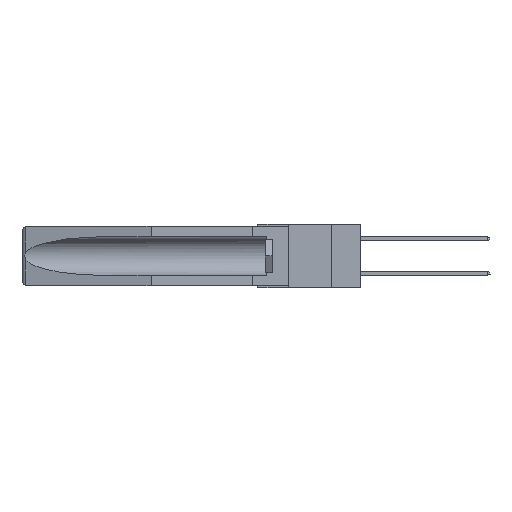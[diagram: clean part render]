
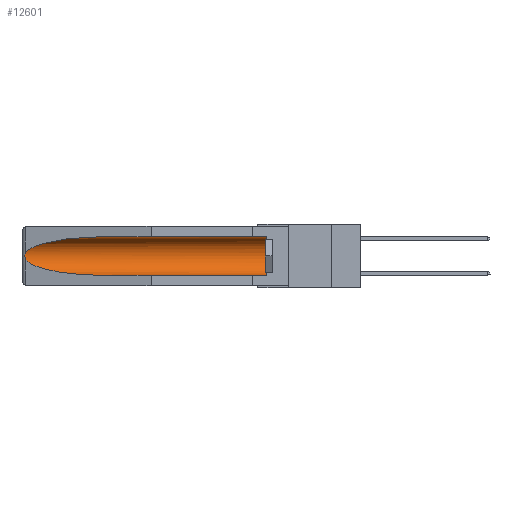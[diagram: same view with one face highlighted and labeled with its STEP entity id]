
A CAD part, left-side view. The second image highlights one B-rep face of the part: STEP entity #12601.
In plain terms, the highlighted cylindrical face has radius 2.857 mm (diameter 5.715 mm), a partial arc.
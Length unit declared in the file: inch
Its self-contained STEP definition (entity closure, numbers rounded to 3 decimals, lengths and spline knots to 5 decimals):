
#1041 = EDGE_CURVE ( 'NONE', #14021, #26741, #16909, .T. ) ;
#1257 = CARTESIAN_POINT ( 'NONE',  ( 0.21114, 1.30732, -0.284 ) ) ;
#1590 = CARTESIAN_POINT ( 'NONE',  ( 0.26537, 1.52718, -0.19328 ) ) ;
#3883 = CARTESIAN_POINT ( 'NONE',  ( 0.155, -0.30754, -0.1715 ) ) ;
#3918 = CARTESIAN_POINT ( 'NONE',  ( 0.155, -0.30754, -0.059 ) ) ;
#3938 = CARTESIAN_POINT ( 'NONE',  ( 0.2673, 1.5327, -0.16383 ) ) ;
#4201 = CARTESIAN_POINT ( 'NONE',  ( 0.26537, 1.52718, -0.14972 ) ) ;
#4501 = CARTESIAN_POINT ( 'NONE',  ( 0.21114, 1.30732, -0.059 ) ) ;
#5253 = DIRECTION ( 'NONE',  ( 0., -1., 0. ) ) ;
#5364 = EDGE_LOOP ( 'NONE', ( #11488, #27742, #12119, #9949, #24961, #29977 ) ) ;
#6090 = CARTESIAN_POINT ( 'NONE',  ( 0.26654, 1.53092, -0.15636 ) ) ;
#7164 = CARTESIAN_POINT ( 'NONE',  ( 0.26537, 1.52718, -0.14972 ) ) ;
#7412 = CARTESIAN_POINT ( 'NONE',  ( 0.155, 0.126, -0.1715 ) ) ;
#7966 = CARTESIAN_POINT ( 'NONE',  ( 0.155, 1.07973, -0.284 ) ) ;
#8878 = VERTEX_POINT ( 'NONE', #21996 ) ;
#9193 = FACE_OUTER_BOUND ( 'NONE', #5364, .T. ) ;
#9949 = ORIENTED_EDGE ( 'NONE', *, *, #18697, .F. ) ;
#10494 = CARTESIAN_POINT ( 'NONE',  ( 0.26537, 1.52718, -0.19328 ) ) ;
#11488 = ORIENTED_EDGE ( 'NONE', *, *, #24805, .T. ) ;
#12119 = ORIENTED_EDGE ( 'NONE', *, *, #20941, .T. ) ;
#12601 = ADVANCED_FACE ( 'NONE', ( #9193 ), #26922, .F. ) ;
#13286 = CARTESIAN_POINT ( 'NONE',  ( 0.26597, 1.52961, -0.15275 ) ) ;
#13806 = VERTEX_POINT ( 'NONE', #7966 ) ;
#14021 = VERTEX_POINT ( 'NONE', #7164 ) ;
#14777 = CIRCLE ( 'NONE', #27272, 0.1125 ) ;
#15516 = DIRECTION ( 'NONE',  ( 0., 1., 0. ) ) ;
#15562 = CARTESIAN_POINT ( 'NONE',  ( 0.155, 1.07973, -0.059 ) ) ;
#15632 = CARTESIAN_POINT ( 'NONE',  ( 0.26597, 1.5296, -0.19026 ) ) ;
#15734 = CARTESIAN_POINT ( 'NONE',  ( 0.26537, 1.52718, -0.14972 ) ) ;
#16295 = CARTESIAN_POINT ( 'NONE',  ( 0.155, 0.126, -0.059 ) ) ;
#16909 = B_SPLINE_CURVE_WITH_KNOTS ( 'NONE', 3,
 ( #15734, #13286, #6090, #3938, #27421, #29883, #17913, #29778, #15632, #1590 ),
 .UNSPECIFIED., .F., .F.,
 ( 4, 2, 2, 2, 4 ),
 ( 0., 0.00029, 0.00058, 0.00087, 0.00117 ),
 .UNSPECIFIED. ) ;
#17356 = LINE ( 'NONE', #3918, #21037 ) ;
#17768 = DIRECTION ( 'NONE',  ( 0., 1., 0. ) ) ;
#17913 = CARTESIAN_POINT ( 'NONE',  ( 0.2673, 1.53269, -0.17917 ) ) ;
#18697 = EDGE_CURVE ( 'NONE', #8878, #13806, #27657, .T. ) ;
#19176 =( BOUNDED_CURVE ( )  B_SPLINE_CURVE ( 3, ( #20866, #4501, #22838, #4201 ),
 .UNSPECIFIED., .F., .F. ) 
 B_SPLINE_CURVE_WITH_KNOTS ( ( 4, 4 ),
 ( 4.71239, 6.08839 ),
 .UNSPECIFIED. ) 
 CURVE ( )  GEOMETRIC_REPRESENTATION_ITEM ( )  RATIONAL_B_SPLINE_CURVE ( ( 1., 0.848, 0.848, 1. ) ) 
 REPRESENTATION_ITEM ( '' )  );
#19383 = AXIS2_PLACEMENT_3D ( 'NONE', #3883, #20356, #25085 ) ;
#19963 = CARTESIAN_POINT ( 'NONE',  ( 0.25451, 1.48313, -0.24835 ) ) ;
#20356 = DIRECTION ( 'NONE',  ( 0., 1., 0. ) ) ;
#20600 = VERTEX_POINT ( 'NONE', #15562 ) ;
#20866 = CARTESIAN_POINT ( 'NONE',  ( 0.155, 1.07973, -0.059 ) ) ;
#20941 = EDGE_CURVE ( 'NONE', #26741, #13806, #26582, .T. ) ;
#21037 = VECTOR ( 'NONE', #15516, 39.37008 ) ;
#21786 = VERTEX_POINT ( 'NONE', #16295 ) ;
#21996 = CARTESIAN_POINT ( 'NONE',  ( 0.155, 0.126, -0.284 ) ) ;
#22533 = CARTESIAN_POINT ( 'NONE',  ( 0.155, 1.07973, -0.284 ) ) ;
#22622 = CARTESIAN_POINT ( 'NONE',  ( 0.155, -0.30754, -0.284 ) ) ;
#22650 = EDGE_CURVE ( 'NONE', #8878, #21786, #14777, .T. ) ;
#22838 = CARTESIAN_POINT ( 'NONE',  ( 0.25451, 1.48313, -0.09465 ) ) ;
#22958 = EDGE_CURVE ( 'NONE', #21786, #20600, #17356, .T. ) ;
#23883 = DIRECTION ( 'NONE',  ( 0., 0., 1. ) ) ;
#24805 = EDGE_CURVE ( 'NONE', #20600, #14021, #19176, .T. ) ;
#24961 = ORIENTED_EDGE ( 'NONE', *, *, #22650, .T. ) ;
#25085 = DIRECTION ( 'NONE',  ( 0., 0., 1. ) ) ;
#25309 = CARTESIAN_POINT ( 'NONE',  ( 0.26537, 1.52718, -0.19328 ) ) ;
#26561 = VECTOR ( 'NONE', #17768, 39.37008 ) ;
#26582 =( BOUNDED_CURVE ( )  B_SPLINE_CURVE ( 3, ( #10494, #19963, #1257, #22533 ),
 .UNSPECIFIED., .F., .F. ) 
 B_SPLINE_CURVE_WITH_KNOTS ( ( 4, 4 ),
 ( 0.1948, 1.5708 ),
 .UNSPECIFIED. ) 
 CURVE ( )  GEOMETRIC_REPRESENTATION_ITEM ( )  RATIONAL_B_SPLINE_CURVE ( ( 1., 0.848, 0.848, 1. ) ) 
 REPRESENTATION_ITEM ( '' )  );
#26741 = VERTEX_POINT ( 'NONE', #25309 ) ;
#26922 = CYLINDRICAL_SURFACE ( 'NONE', #19383, 0.1125 ) ;
#27272 = AXIS2_PLACEMENT_3D ( 'NONE', #7412, #5253, #23883 ) ;
#27421 = CARTESIAN_POINT ( 'NONE',  ( 0.2675, 1.53308, -0.16763 ) ) ;
#27657 = LINE ( 'NONE', #22622, #26561 ) ;
#27742 = ORIENTED_EDGE ( 'NONE', *, *, #1041, .T. ) ;
#29778 = CARTESIAN_POINT ( 'NONE',  ( 0.26655, 1.53094, -0.18657 ) ) ;
#29883 = CARTESIAN_POINT ( 'NONE',  ( 0.2675, 1.53308, -0.17534 ) ) ;
#29977 = ORIENTED_EDGE ( 'NONE', *, *, #22958, .T. ) ;
